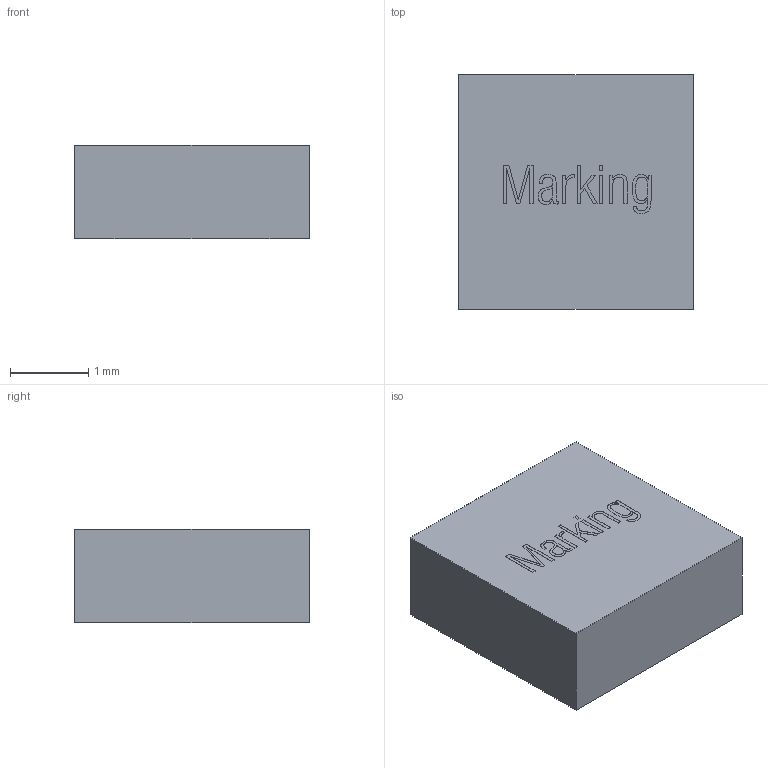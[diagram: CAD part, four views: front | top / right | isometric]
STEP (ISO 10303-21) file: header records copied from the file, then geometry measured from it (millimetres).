
FILE_DESCRIPTION(/* description */ ('Unknown'),/* implementation_level */ '2;1');
FILE_NAME(/* name */ 'L_Wurth_WE-MAPI_3012',/* time_stamp */ '2022-03-08T11:14:41+08:00',/* author */ ('Unknown'),/* organization */ ('Unknown'),/* preprocessor_version */ 'ST-DEVELOPER v16.7',/* originating_system */ 'Solid Edge',/* authorisation */ 'Unknown');
FILE_SCHEMA (('AUTOMOTIVE_DESIGN {1 0 10303 214 3 1 1}'));
Length unit declared in the file: millimetre
Products named in the file (2): L_Wurth_WE-MAPI_3012
Assembly tree (1 placements, depth 2):
  L_Wurth_WE-MAPI_3012
    L_Wurth_WE-MAPI_3012
Bounding box: 3 x 3 x 1.2 mm (x, y, z)
Volume: 10.8 mm3; surface area: 32.4 mm2
Topology: 1 solids, 1 shells, 89 faces, 231 edges, 154 vertices
Faces by surface type: plane 77, bspline 12
Entity records: 3129 total; most frequent: CARTESIAN_POINT 983, ORIENTED_EDGE 460, DIRECTION 362, EDGE_CURVE 230, LINE 204, VECTOR 204, VERTEX_POINT 154, EDGE_LOOP 100
